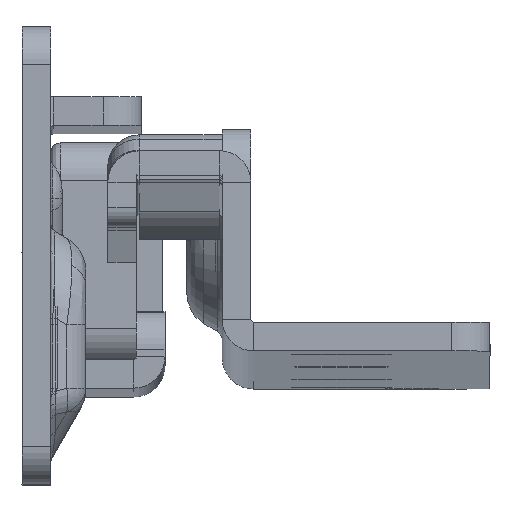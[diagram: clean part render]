
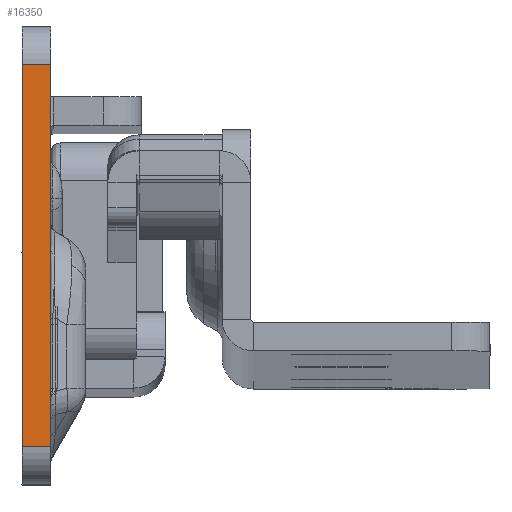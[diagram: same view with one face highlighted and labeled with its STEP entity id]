
A CAD part, top view. The second image highlights one B-rep face of the part: STEP entity #16350.
In plain terms, the highlighted planar face has unit normal (0, 0, 1).
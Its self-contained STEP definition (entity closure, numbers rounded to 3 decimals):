
#326 = DIRECTION ( 'NONE',  ( 1., 0., 0. ) ) ;
#965 = CARTESIAN_POINT ( 'NONE',  ( 0., -21.7, 0. ) ) ;
#1290 = CARTESIAN_POINT ( 'NONE',  ( -142.194, -21.7, 0. ) ) ;
#2582 = VERTEX_POINT ( 'NONE', #965 ) ;
#2772 = VECTOR ( 'NONE', #14897, 1000. ) ;
#3055 = CARTESIAN_POINT ( 'NONE',  ( -3., 18.3, 0. ) ) ;
#3351 = VERTEX_POINT ( 'NONE', #10935 ) ;
#3625 = DIRECTION ( 'NONE',  ( 1., 0., 0. ) ) ;
#4203 = LINE ( 'NONE', #14499, #9630 ) ;
#4275 = ORIENTED_EDGE ( 'NONE', *, *, #5180, .F. ) ;
#4394 = VERTEX_POINT ( 'NONE', #13755 ) ;
#4691 = VECTOR ( 'NONE', #15739, 1000. ) ;
#4865 = AXIS2_PLACEMENT_3D ( 'NONE', #10156, #8998, #3625 ) ;
#5180 = EDGE_CURVE ( 'NONE', #5368, #4394, #10371, .T. ) ;
#5368 = VERTEX_POINT ( 'NONE', #3055 ) ;
#5423 = LINE ( 'NONE', #1290, #7794 ) ;
#6711 = ORIENTED_EDGE ( 'NONE', *, *, #12386, .F. ) ;
#6804 = CARTESIAN_POINT ( 'NONE',  ( 0., -29.094, 0. ) ) ;
#6930 = EDGE_LOOP ( 'NONE', ( #6711, #4275, #13543, #10799 ) ) ;
#7794 = VECTOR ( 'NONE', #326, 1000. ) ;
#7897 = DIRECTION ( 'NONE',  ( 0., -1., 0. ) ) ;
#8220 = LINE ( 'NONE', #6804, #2772 ) ;
#8830 = FACE_OUTER_BOUND ( 'NONE', #6930, .T. ) ;
#8998 = DIRECTION ( 'NONE',  ( 0., 0., 1. ) ) ;
#9630 = VECTOR ( 'NONE', #7897, 1000. ) ;
#10156 = CARTESIAN_POINT ( 'NONE',  ( -3., -29.094, 0. ) ) ;
#10371 = LINE ( 'NONE', #17139, #4691 ) ;
#10799 = ORIENTED_EDGE ( 'NONE', *, *, #11067, .T. ) ;
#10935 = CARTESIAN_POINT ( 'NONE',  ( -3., -21.7, 0. ) ) ;
#11067 = EDGE_CURVE ( 'NONE', #3351, #2582, #5423, .T. ) ;
#12386 = EDGE_CURVE ( 'NONE', #4394, #2582, #8220, .T. ) ;
#13543 = ORIENTED_EDGE ( 'NONE', *, *, #15926, .T. ) ;
#13755 = CARTESIAN_POINT ( 'NONE',  ( 0., 18.3, 0. ) ) ;
#14499 = CARTESIAN_POINT ( 'NONE',  ( -3., -29.094, 0. ) ) ;
#14897 = DIRECTION ( 'NONE',  ( 0., -1., 0. ) ) ;
#15739 = DIRECTION ( 'NONE',  ( 1., 0., 0. ) ) ;
#15926 = EDGE_CURVE ( 'NONE', #5368, #3351, #4203, .T. ) ;
#16350 = ADVANCED_FACE ( 'NONE', ( #8830 ), #16915, .T. ) ;
#16915 = PLANE ( 'NONE',  #4865 ) ;
#17139 = CARTESIAN_POINT ( 'NONE',  ( -3., 18.3, 0. ) ) ;
